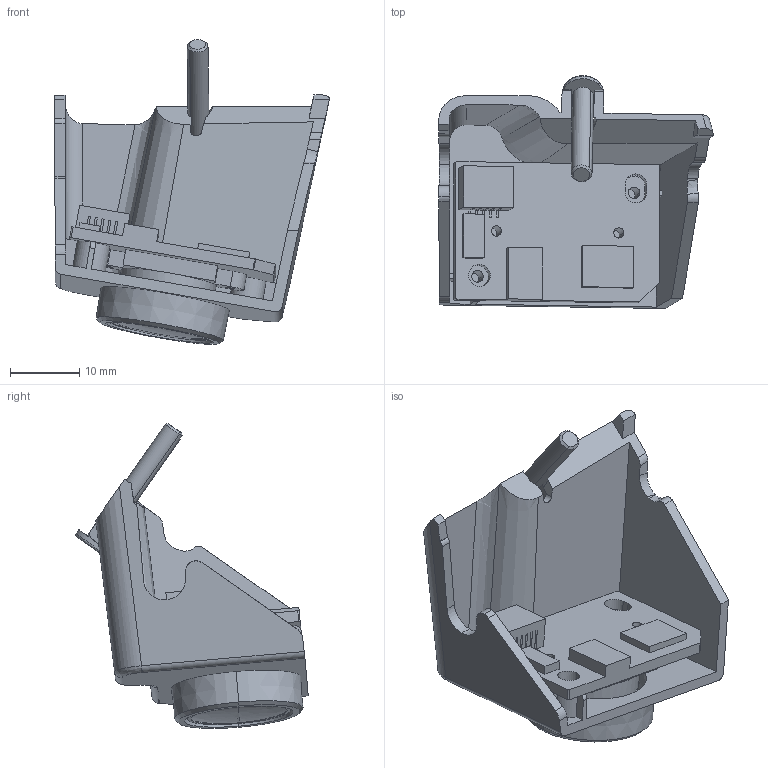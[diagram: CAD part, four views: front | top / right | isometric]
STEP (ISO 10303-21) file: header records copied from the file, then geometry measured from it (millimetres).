
FILE_DESCRIPTION (( 'STEP AP214' ), '1' );
FILE_NAME ('MP4602-09000 扜砉芛郪璃 camera module.step', '2025-03-25T06:42:17', ( 'Windows User' ), ( 'P R C' ), 'SwSTEP 2.0', 'SolidWorks 2020', '' );
FILE_SCHEMA (( 'AUTOMOTIVE_DESIGN' ));
Length unit declared in the file: millimetre
Products named in the file (4): 160度广角100W像素 摄像头模组 wide angle camera module; JXHMP4602-09081-d 扜砉芛裔啣 camera cover plate; M3X20 晦す芛蹟佪 fat offset head screws ; MP4602-09000 扜砉芛郪璃 camera module
Assembly tree (3 placements, depth 2):
  MP4602-09000 扜砉芛郪璃 camera module
    JXHMP4602-09081-d 扜砉芛裔啣 camera cover plate
    160度广角100W像素 摄像头模组 wide angle camera module
    M3X20 晦す芛蹟佪 fat offset head screws 
Bounding box: 39.77 x 33.66 x 44.12 mm (x, y, z)
Volume: 7540.6 mm3; surface area: 8769 mm2
Topology: 4 solids, 5 shells, 285 faces, 757 edges, 493 vertices
Faces by surface type: plane 172, cylinder 70, bspline 30, cone 9, sphere 2, torus 2
Entity records: 11524 total; most frequent: CARTESIAN_POINT 3842, ORIENTED_EDGE 1496, DIRECTION 1234, EDGE_CURVE 748, LINE 496, VECTOR 496, VERTEX_POINT 490, AXIS2_PLACEMENT_3D 369
